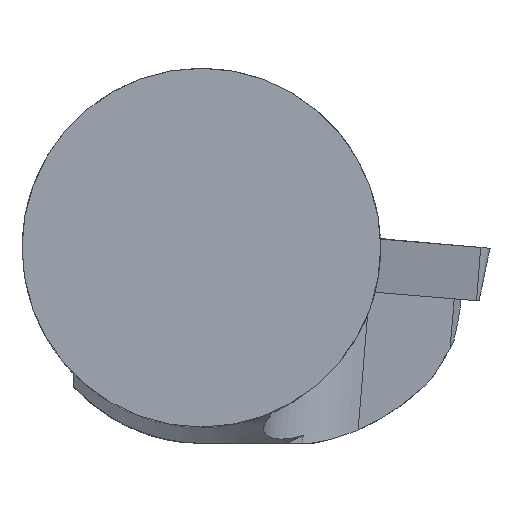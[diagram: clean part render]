
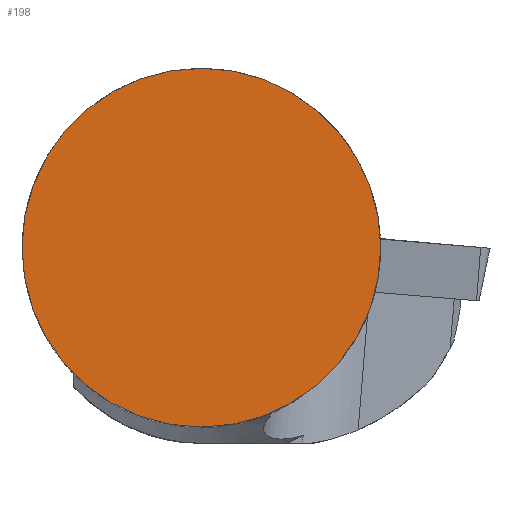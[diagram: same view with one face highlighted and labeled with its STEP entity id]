
A CAD part, top view. The second image highlights one B-rep face of the part: STEP entity #198.
In plain terms, the highlighted planar face has unit normal (0, 0, 1).
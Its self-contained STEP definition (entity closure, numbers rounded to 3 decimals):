
#155=CIRCLE('',#931,8.);
#198=ADVANCED_FACE('',(#265),#236,.T.);
#236=PLANE('',#944);
#265=FACE_OUTER_BOUND('',#298,.T.);
#298=EDGE_LOOP('',(#472));
#472=ORIENTED_EDGE('',*,*,#693,.F.);
#611=VERTEX_POINT('',#1383);
#693=EDGE_CURVE('',#611,#611,#155,.T.);
#931=AXIS2_PLACEMENT_3D('',#1382,#1072,#1073);
#944=AXIS2_PLACEMENT_3D('',#1559,#1104,#1105);
#1072=DIRECTION('',(0.,0.,-1.));
#1073=DIRECTION('',(1.,0.,0.));
#1104=DIRECTION('',(0.,0.,1.));
#1105=DIRECTION('',(1.,0.,0.));
#1382=CARTESIAN_POINT('',(0.,0.,0.));
#1383=CARTESIAN_POINT('',(8.,0.,0.));
#1559=CARTESIAN_POINT('',(0.,0.,0.));
